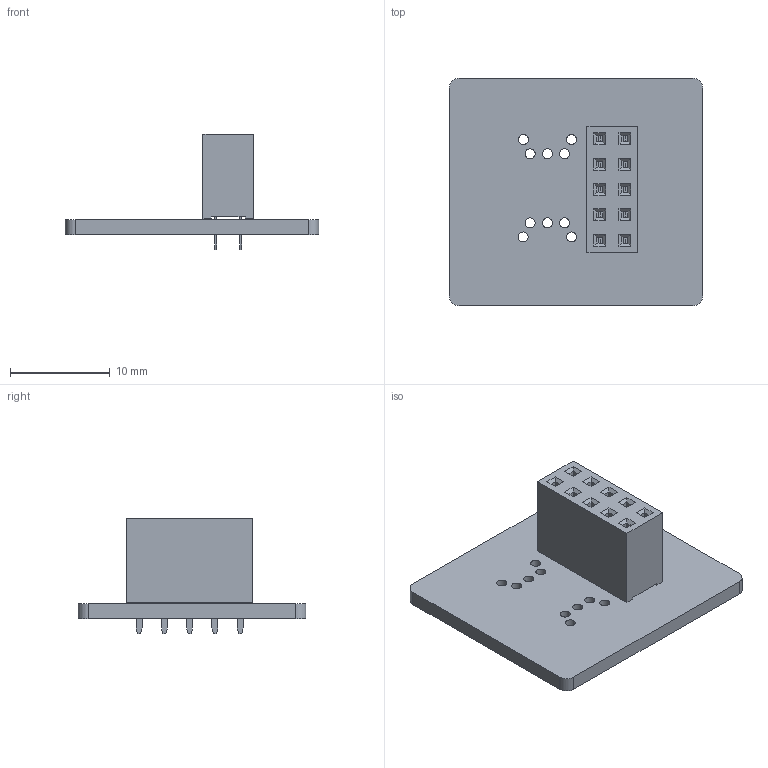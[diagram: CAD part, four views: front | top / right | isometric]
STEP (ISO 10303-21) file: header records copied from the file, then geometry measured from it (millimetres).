
FILE_DESCRIPTION(('KiCad electronic assembly'),'2;1');
FILE_NAME('MSPM0C_CON_PROG_V2.step','2025-08-22T11:21:12',('Pcbnew'),( 'Kicad'),'Open CASCADE STEP processor 7.8','KiCad to STEP converter' ,'Unknown');
FILE_SCHEMA(('AUTOMOTIVE_DESIGN { 1 0 10303 214 1 1 1 1 }'));
Length unit declared in the file: millimetre
Products named in the file (3): MSPM0C_CON_PROG_V2 1; PinSocket_2x05_P2.54mm_Vertical; MSPM0C_CON_PROG_V2_PCB
Assembly tree (2 placements, depth 2):
  MSPM0C_CON_PROG_V2 1
    PinSocket_2x05_P2.54mm_Vertical
    MSPM0C_CON_PROG_V2_PCB
Bounding box: 25.44 x 22.85 x 11.6 mm (x, y, z)
Volume: 1369.2 mm3; surface area: 2047.7 mm2
Topology: 2 solids, 2 shells, 300 faces, 788 edges, 512 vertices
Faces by surface type: plane 276, cylinder 24
Full cylindrical faces by diameter (mm): 1 x20
Entity records: 12326 total; most frequent: CARTESIAN_POINT 1603, ORIENTED_EDGE 1576, DIRECTION 1442, EDGE_CURVE 788, LINE 740, VECTOR 740, VERTEX_POINT 512, FACE_BOUND 360
